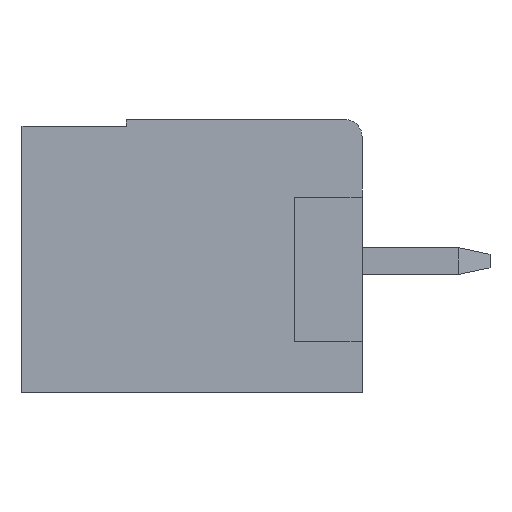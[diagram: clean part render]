
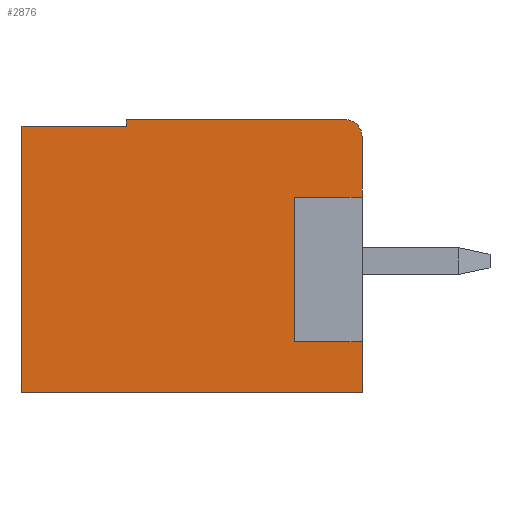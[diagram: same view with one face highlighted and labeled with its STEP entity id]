
A CAD part, left-side view. The second image highlights one B-rep face of the part: STEP entity #2876.
In plain terms, the highlighted planar face has unit normal (-1, 0, 0).
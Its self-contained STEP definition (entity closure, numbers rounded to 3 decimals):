
#60 = DIRECTION ( 'NONE',  ( 0., 1., 0. ) ) ;
#154 = DIRECTION ( 'NONE',  ( 0., 0., -1. ) ) ;
#506 = ORIENTED_EDGE ( 'NONE', *, *, #26949, .F. ) ;
#542 = EDGE_CURVE ( 'NONE', #8325, #28553, #3818, .T. ) ;
#1942 = VERTEX_POINT ( 'NONE', #8007 ) ;
#2016 = ORIENTED_EDGE ( 'NONE', *, *, #27112, .T. ) ;
#2348 = EDGE_CURVE ( 'NONE', #22365, #1942, #23898, .T. ) ;
#2871 = LINE ( 'NONE', #30016, #15813 ) ;
#2876 = ADVANCED_FACE ( 'NONE', ( #29826 ), #18954, .F. ) ;
#3818 = LINE ( 'NONE', #15692, #4462 ) ;
#4444 = VECTOR ( 'NONE', #23920, 1000. ) ;
#4462 = VECTOR ( 'NONE', #10447, 1000. ) ;
#5616 = CARTESIAN_POINT ( 'NONE',  ( 0., 7., 8.1 ) ) ;
#6153 = CARTESIAN_POINT ( 'NONE',  ( 0., 7., 7.9 ) ) ;
#6538 = CARTESIAN_POINT ( 'NONE',  ( 0., 10.1, 8.1 ) ) ;
#8007 = CARTESIAN_POINT ( 'NONE',  ( 0., 0., 1.5 ) ) ;
#8325 = VERTEX_POINT ( 'NONE', #5616 ) ;
#8404 = ORIENTED_EDGE ( 'NONE', *, *, #26195, .F. ) ;
#8630 = LINE ( 'NONE', #20480, #12004 ) ;
#8959 = CARTESIAN_POINT ( 'NONE',  ( 0., 0.5, 8.1 ) ) ;
#9958 = VERTEX_POINT ( 'NONE', #37830 ) ;
#10265 = DIRECTION ( 'NONE',  ( 1., 0., 0. ) ) ;
#10447 = DIRECTION ( 'NONE',  ( 0., -1., 0. ) ) ;
#10778 = EDGE_CURVE ( 'NONE', #27877, #28553, #36467, .T. ) ;
#11441 = DIRECTION ( 'NONE',  ( 0., -1., 0. ) ) ;
#11710 = DIRECTION ( 'NONE',  ( 0., -1., 0. ) ) ;
#11841 = VECTOR ( 'NONE', #154, 1000. ) ;
#11897 = LINE ( 'NONE', #29337, #34967 ) ;
#12004 = VECTOR ( 'NONE', #27240, 1000. ) ;
#14945 = LINE ( 'NONE', #26746, #11841 ) ;
#15602 = CARTESIAN_POINT ( 'NONE',  ( 0., 0., 8.1 ) ) ;
#15692 = CARTESIAN_POINT ( 'NONE',  ( 0., 10.1, 8.1 ) ) ;
#15813 = VECTOR ( 'NONE', #18218, 1000. ) ;
#17623 = VECTOR ( 'NONE', #11441, 1000. ) ;
#17763 = LINE ( 'NONE', #26091, #37678 ) ;
#17835 = EDGE_CURVE ( 'NONE', #24620, #1942, #11897, .T. ) ;
#18218 = DIRECTION ( 'NONE',  ( 0., -1., 0. ) ) ;
#18710 = ORIENTED_EDGE ( 'NONE', *, *, #26386, .T. ) ;
#18951 = ORIENTED_EDGE ( 'NONE', *, *, #36527, .F. ) ;
#18954 = PLANE ( 'NONE',  #37239 ) ;
#19286 = VERTEX_POINT ( 'NONE', #34518 ) ;
#19698 = AXIS2_PLACEMENT_3D ( 'NONE', #37735, #22942, #23706 ) ;
#19979 = VERTEX_POINT ( 'NONE', #32048 ) ;
#20160 = CARTESIAN_POINT ( 'NONE',  ( 0., 10.1, 7.9 ) ) ;
#20480 = CARTESIAN_POINT ( 'NONE',  ( 0., 0., 8.1 ) ) ;
#21184 = ORIENTED_EDGE ( 'NONE', *, *, #22871, .F. ) ;
#21215 = CARTESIAN_POINT ( 'NONE',  ( 0., 7., 7.9 ) ) ;
#21462 = DIRECTION ( 'NONE',  ( 0., 0., 1. ) ) ;
#21550 = CARTESIAN_POINT ( 'NONE',  ( 0., 2., 1.5 ) ) ;
#21871 = CARTESIAN_POINT ( 'NONE',  ( 0., 10.1, 8.1 ) ) ;
#22365 = VERTEX_POINT ( 'NONE', #36023 ) ;
#22647 = LINE ( 'NONE', #6538, #29316 ) ;
#22871 = EDGE_CURVE ( 'NONE', #19979, #24620, #14945, .T. ) ;
#22942 = DIRECTION ( 'NONE',  ( -1., 0., 0. ) ) ;
#23528 = EDGE_CURVE ( 'NONE', #36292, #8325, #29747, .T. ) ;
#23706 = DIRECTION ( 'NONE',  ( 0., 0., -1. ) ) ;
#23898 = LINE ( 'NONE', #15602, #26651 ) ;
#23920 = DIRECTION ( 'NONE',  ( 0., 0., 1. ) ) ;
#24040 = EDGE_LOOP ( 'NONE', ( #18710, #28769, #37541, #34139, #506, #8404, #2016, #30140, #27235, #21184, #18951 ) ) ;
#24620 = VERTEX_POINT ( 'NONE', #21550 ) ;
#26091 = CARTESIAN_POINT ( 'NONE',  ( 0., 0., 5.8 ) ) ;
#26195 = EDGE_CURVE ( 'NONE', #9958, #28433, #22647, .T. ) ;
#26386 = EDGE_CURVE ( 'NONE', #19286, #27877, #8630, .T. ) ;
#26651 = VECTOR ( 'NONE', #35570, 1000. ) ;
#26746 = CARTESIAN_POINT ( 'NONE',  ( 0., 2., 5.8 ) ) ;
#26949 = EDGE_CURVE ( 'NONE', #28433, #36292, #28881, .T. ) ;
#27112 = EDGE_CURVE ( 'NONE', #9958, #22365, #2871, .T. ) ;
#27235 = ORIENTED_EDGE ( 'NONE', *, *, #17835, .F. ) ;
#27240 = DIRECTION ( 'NONE',  ( 0., 0., 1. ) ) ;
#27695 = DIRECTION ( 'NONE',  ( 0., 0., -1. ) ) ;
#27877 = VERTEX_POINT ( 'NONE', #35099 ) ;
#28433 = VERTEX_POINT ( 'NONE', #34384 ) ;
#28553 = VERTEX_POINT ( 'NONE', #8959 ) ;
#28769 = ORIENTED_EDGE ( 'NONE', *, *, #10778, .T. ) ;
#28881 = LINE ( 'NONE', #20160, #17623 ) ;
#29316 = VECTOR ( 'NONE', #21462, 1000. ) ;
#29337 = CARTESIAN_POINT ( 'NONE',  ( 0., 0., 1.5 ) ) ;
#29747 = LINE ( 'NONE', #21215, #4444 ) ;
#29826 = FACE_OUTER_BOUND ( 'NONE', #24040, .T. ) ;
#30016 = CARTESIAN_POINT ( 'NONE',  ( 0., 10.1, 0. ) ) ;
#30140 = ORIENTED_EDGE ( 'NONE', *, *, #2348, .T. ) ;
#32048 = CARTESIAN_POINT ( 'NONE',  ( 0., 2., 5.8 ) ) ;
#34139 = ORIENTED_EDGE ( 'NONE', *, *, #23528, .F. ) ;
#34384 = CARTESIAN_POINT ( 'NONE',  ( 0., 10.1, 7.9 ) ) ;
#34518 = CARTESIAN_POINT ( 'NONE',  ( 0., 0., 5.8 ) ) ;
#34967 = VECTOR ( 'NONE', #11710, 1000. ) ;
#35099 = CARTESIAN_POINT ( 'NONE',  ( 0., 0., 7.6 ) ) ;
#35570 = DIRECTION ( 'NONE',  ( 0., 0., 1. ) ) ;
#36023 = CARTESIAN_POINT ( 'NONE',  ( 0., 0., 0. ) ) ;
#36292 = VERTEX_POINT ( 'NONE', #6153 ) ;
#36467 = CIRCLE ( 'NONE', #19698, 0.5 ) ;
#36527 = EDGE_CURVE ( 'NONE', #19286, #19979, #17763, .T. ) ;
#37239 = AXIS2_PLACEMENT_3D ( 'NONE', #21871, #10265, #27695 ) ;
#37541 = ORIENTED_EDGE ( 'NONE', *, *, #542, .F. ) ;
#37678 = VECTOR ( 'NONE', #60, 1000. ) ;
#37735 = CARTESIAN_POINT ( 'NONE',  ( 0., 0.5, 7.6 ) ) ;
#37830 = CARTESIAN_POINT ( 'NONE',  ( 0., 10.1, 0. ) ) ;
